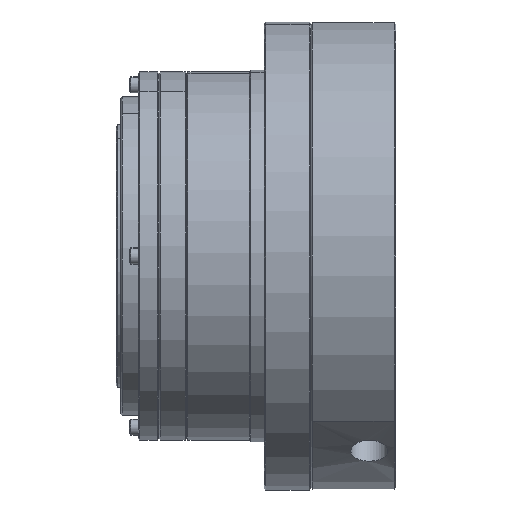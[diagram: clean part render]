
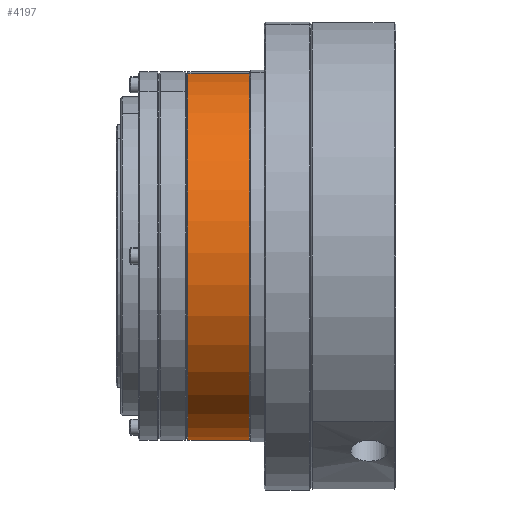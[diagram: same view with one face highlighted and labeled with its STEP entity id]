
A CAD part, front view. The second image highlights one B-rep face of the part: STEP entity #4197.
In plain terms, the highlighted cylindrical face has radius 63 mm (diameter 126 mm), a partial arc.
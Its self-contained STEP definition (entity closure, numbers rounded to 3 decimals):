
#4197 = ADVANCED_FACE ( 'NONE', ( #17501 ), #17504, .T. ) ;
#4628 = EDGE_CURVE ( 'NONE', #8206, #8239, #21854, .T. ) ;
#4630 = EDGE_CURVE ( 'NONE', #8205, #8242, #21859, .T. ) ;
#4708 = EDGE_CURVE ( 'NONE', #8239, #8242, #21954, .T. ) ;
#4709 = EDGE_CURVE ( 'NONE', #8206, #8205, #21955, .T. ) ;
#5598 = ORIENTED_EDGE ( 'NONE', *, *, #4628, .F. ) ;
#5599 = ORIENTED_EDGE ( 'NONE', *, *, #4709, .T. ) ;
#5600 = ORIENTED_EDGE ( 'NONE', *, *, #4630, .T. ) ;
#5601 = ORIENTED_EDGE ( 'NONE', *, *, #4708, .F. ) ;
#6697 = EDGE_LOOP ( 'NONE', ( #5598, #5599, #5600, #5601 ) ) ;
#8205 = VERTEX_POINT ( 'NONE', #27429 ) ;
#8206 = VERTEX_POINT ( 'NONE', #27430 ) ;
#8239 = VERTEX_POINT ( 'NONE', #27463 ) ;
#8242 = VERTEX_POINT ( 'NONE', #27466 ) ;
#17501 = FACE_OUTER_BOUND ( 'NONE', #6697, .T. ) ;
#17504 = CYLINDRICAL_SURFACE ( 'NONE', #18812, 63. ) ;
#18565 = DIRECTION ( 'NONE',  ( 0., 0., -1. ) ) ;
#18567 = DIRECTION ( 'NONE',  ( 1., 0., 0. ) ) ;
#18569 = CARTESIAN_POINT ( 'NONE',  ( 0., 0., 0. ) ) ;
#18812 = AXIS2_PLACEMENT_3D ( 'NONE', #18569, #18567, #18565 ) ;
#19311 = AXIS2_PLACEMENT_3D ( 'NONE', #22659, #22660, #22661 ) ;
#19312 = AXIS2_PLACEMENT_3D ( 'NONE', #22662, #22663, #22664 ) ;
#21854 = LINE ( 'NONE', #22432, #21860 ) ;
#21859 = LINE ( 'NONE', #22439, #21863 ) ;
#21860 = VECTOR ( 'NONE', #22436, 1000. ) ;
#21863 = VECTOR ( 'NONE', #22437, 1000. ) ;
#21954 = CIRCLE ( 'NONE', #19311, 63. ) ;
#21955 = CIRCLE ( 'NONE', #19312, 63. ) ;
#22432 = CARTESIAN_POINT ( 'NONE',  ( 0., 0., 63. ) ) ;
#22436 = DIRECTION ( 'NONE',  ( 1., 0., 0. ) ) ;
#22437 = DIRECTION ( 'NONE',  ( 1., 0., 0. ) ) ;
#22439 = CARTESIAN_POINT ( 'NONE',  ( 0., 0., -63. ) ) ;
#22659 = CARTESIAN_POINT ( 'NONE',  ( -26., 0., 0. ) ) ;
#22660 = DIRECTION ( 'NONE',  ( 1., 0., 0. ) ) ;
#22661 = DIRECTION ( 'NONE',  ( 0., 0., -1. ) ) ;
#22662 = CARTESIAN_POINT ( 'NONE',  ( -47., 0., 0. ) ) ;
#22663 = DIRECTION ( 'NONE',  ( 1., 0., 0. ) ) ;
#22664 = DIRECTION ( 'NONE',  ( 0., 0., 1. ) ) ;
#27429 = CARTESIAN_POINT ( 'NONE',  ( -47., 0., -63. ) ) ;
#27430 = CARTESIAN_POINT ( 'NONE',  ( -47., 0., 63. ) ) ;
#27463 = CARTESIAN_POINT ( 'NONE',  ( -26., 0., 63. ) ) ;
#27466 = CARTESIAN_POINT ( 'NONE',  ( -26., 0., -63. ) ) ;
